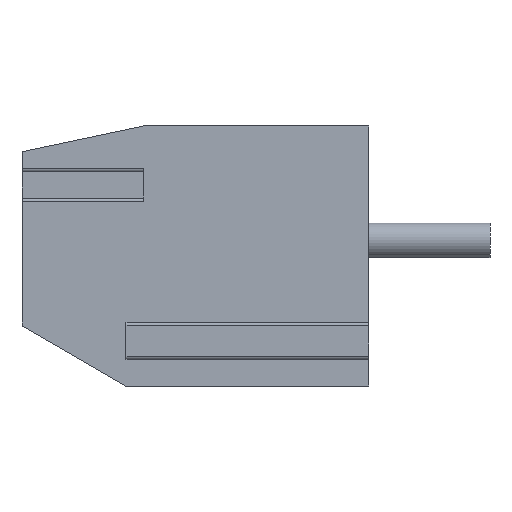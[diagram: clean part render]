
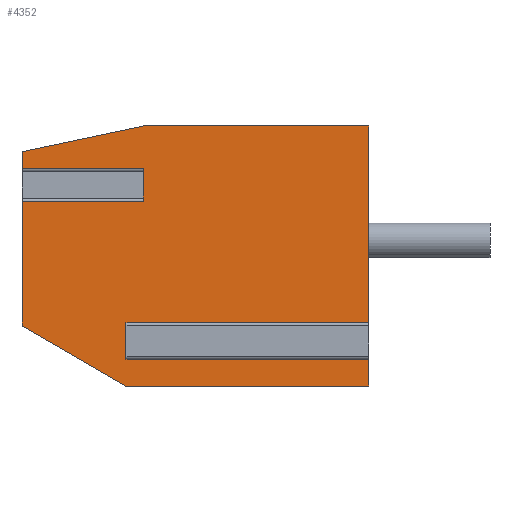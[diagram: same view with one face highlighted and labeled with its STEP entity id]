
A CAD part, left-side view. The second image highlights one B-rep face of the part: STEP entity #4352.
In plain terms, the highlighted planar face has unit normal (-1, 0, 0).
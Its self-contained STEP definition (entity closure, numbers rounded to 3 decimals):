
#2=DIRECTION('',(0.,0.,1.));
#3=VECTOR('',#2,0.929);
#4=CARTESIAN_POINT('',(-12.5,1.5,-2.164));
#5=LINE('',#4,#3);
#6=DIRECTION('',(0.,1.,0.));
#7=VECTOR('',#6,3.5);
#8=CARTESIAN_POINT('',(-12.5,1.5,-1.236));
#9=LINE('',#8,#7);
#10=DIRECTION('',(0.,0.,1.));
#11=VECTOR('',#10,0.496);
#12=CARTESIAN_POINT('',(-12.5,5.,-1.236));
#13=LINE('',#12,#11);
#14=DIRECTION('',(0.,-0.978,0.207));
#15=VECTOR('',#14,3.577);
#16=CARTESIAN_POINT('',(-12.5,5.,-0.74));
#17=LINE('',#16,#15);
#18=DIRECTION('',(0.,-1.,0.));
#19=VECTOR('',#18,6.5);
#20=CARTESIAN_POINT('',(-12.5,1.5,0.));
#21=LINE('',#20,#19);
#22=DIRECTION('',(0.,0.,-1.));
#23=VECTOR('',#22,5.85);
#24=CARTESIAN_POINT('',(-12.5,-5.,0.));
#25=LINE('',#24,#23);
#26=DIRECTION('',(0.,1.,0.));
#27=VECTOR('',#26,7.);
#28=CARTESIAN_POINT('',(-12.5,-5.,-5.85));
#29=LINE('',#28,#27);
#30=DIRECTION('',(0.,0.,-1.));
#31=VECTOR('',#30,0.7);
#32=CARTESIAN_POINT('',(-12.5,2.,-5.85));
#33=LINE('',#32,#31);
#34=DIRECTION('',(0.,0.,-1.));
#35=VECTOR('',#34,0.95);
#36=CARTESIAN_POINT('',(-12.5,-5.,-6.55));
#37=LINE('',#36,#35);
#38=DIRECTION('',(0.,1.,0.));
#39=VECTOR('',#38,7.);
#40=CARTESIAN_POINT('',(-12.5,-5.,-7.5));
#41=LINE('',#40,#39);
#42=DIRECTION('',(0.,0.866,0.5));
#43=VECTOR('',#42,3.463);
#44=CARTESIAN_POINT('',(-12.5,2.,-7.5));
#45=LINE('',#44,#43);
#46=DIRECTION('',(0.,0.,1.));
#47=VECTOR('',#46,3.606);
#48=CARTESIAN_POINT('',(-12.5,5.,-5.77));
#49=LINE('',#48,#47);
#50=DIRECTION('',(0.,1.,0.));
#51=VECTOR('',#50,3.5);
#52=CARTESIAN_POINT('',(-12.5,1.5,-2.164));
#53=LINE('',#52,#51);
#2449=DIRECTION('',(0.,1.,0.));
#2450=VECTOR('',#2449,7.);
#2451=CARTESIAN_POINT('',(-12.5,-5.,-6.55));
#2452=LINE('',#2451,#2450);
#3463=CARTESIAN_POINT('',(-12.5,-5.,-7.5));
#3464=CARTESIAN_POINT('',(-12.5,2.,-7.5));
#3465=VERTEX_POINT('',#3463);
#3466=VERTEX_POINT('',#3464);
#3467=CARTESIAN_POINT('',(-12.5,5.,-5.77));
#3468=VERTEX_POINT('',#3467);
#3469=CARTESIAN_POINT('',(-12.5,5.,-0.74));
#3470=CARTESIAN_POINT('',(-12.5,1.5,0.));
#3471=VERTEX_POINT('',#3469);
#3472=VERTEX_POINT('',#3470);
#3473=CARTESIAN_POINT('',(-12.5,-5.,0.));
#3474=VERTEX_POINT('',#3473);
#3547=CARTESIAN_POINT('',(-12.5,2.,-5.85));
#3548=CARTESIAN_POINT('',(-12.5,2.,-6.55));
#3549=VERTEX_POINT('',#3547);
#3550=VERTEX_POINT('',#3548);
#3551=CARTESIAN_POINT('',(-12.5,-5.,-5.85));
#3552=VERTEX_POINT('',#3551);
#3559=CARTESIAN_POINT('',(-12.5,1.5,-2.164));
#3560=CARTESIAN_POINT('',(-12.5,1.5,-1.236));
#3561=VERTEX_POINT('',#3559);
#3562=VERTEX_POINT('',#3560);
#3567=CARTESIAN_POINT('',(-12.5,5.,-2.164));
#3568=VERTEX_POINT('',#3567);
#3569=CARTESIAN_POINT('',(-12.5,5.,-1.236));
#3570=VERTEX_POINT('',#3569);
#3657=CARTESIAN_POINT('',(-12.5,-5.,-6.55));
#3659=VERTEX_POINT('',#3657);
#4317=CARTESIAN_POINT('',(-12.5,0.,0.));
#4318=DIRECTION('',(1.,0.,0.));
#4319=DIRECTION('',(0.,0.,-1.));
#4320=AXIS2_PLACEMENT_3D('',#4317,#4318,#4319);
#4321=PLANE('',#4320);
#4323=ORIENTED_EDGE('',*,*,#4322,.T.);
#4325=ORIENTED_EDGE('',*,*,#4324,.T.);
#4327=ORIENTED_EDGE('',*,*,#4326,.T.);
#4329=ORIENTED_EDGE('',*,*,#4328,.T.);
#4331=ORIENTED_EDGE('',*,*,#4330,.T.);
#4333=ORIENTED_EDGE('',*,*,#4332,.T.);
#4335=ORIENTED_EDGE('',*,*,#4334,.T.);
#4337=ORIENTED_EDGE('',*,*,#4336,.T.);
#4339=ORIENTED_EDGE('',*,*,#4338,.F.);
#4341=ORIENTED_EDGE('',*,*,#4340,.T.);
#4343=ORIENTED_EDGE('',*,*,#4342,.T.);
#4345=ORIENTED_EDGE('',*,*,#4344,.T.);
#4347=ORIENTED_EDGE('',*,*,#4346,.T.);
#4349=ORIENTED_EDGE('',*,*,#4348,.F.);
#4350=EDGE_LOOP('',(#4323,#4325,#4327,#4329,#4331,#4333,#4335,#4337,#4339,#4341,
#4343,#4345,#4347,#4349));
#4351=FACE_OUTER_BOUND('',#4350,.F.);
#4322=EDGE_CURVE('',#3561,#3562,#5,.T.);
#4324=EDGE_CURVE('',#3562,#3570,#9,.T.);
#4326=EDGE_CURVE('',#3570,#3471,#13,.T.);
#4328=EDGE_CURVE('',#3471,#3472,#17,.T.);
#4330=EDGE_CURVE('',#3472,#3474,#21,.T.);
#4332=EDGE_CURVE('',#3474,#3552,#25,.T.);
#4334=EDGE_CURVE('',#3552,#3549,#29,.T.);
#4336=EDGE_CURVE('',#3549,#3550,#33,.T.);
#4338=EDGE_CURVE('',#3659,#3550,#2452,.T.);
#4340=EDGE_CURVE('',#3659,#3465,#37,.T.);
#4342=EDGE_CURVE('',#3465,#3466,#41,.T.);
#4344=EDGE_CURVE('',#3466,#3468,#45,.T.);
#4346=EDGE_CURVE('',#3468,#3568,#49,.T.);
#4348=EDGE_CURVE('',#3561,#3568,#53,.T.);
#4352=ADVANCED_FACE('',(#4351),#4321,.F.);
